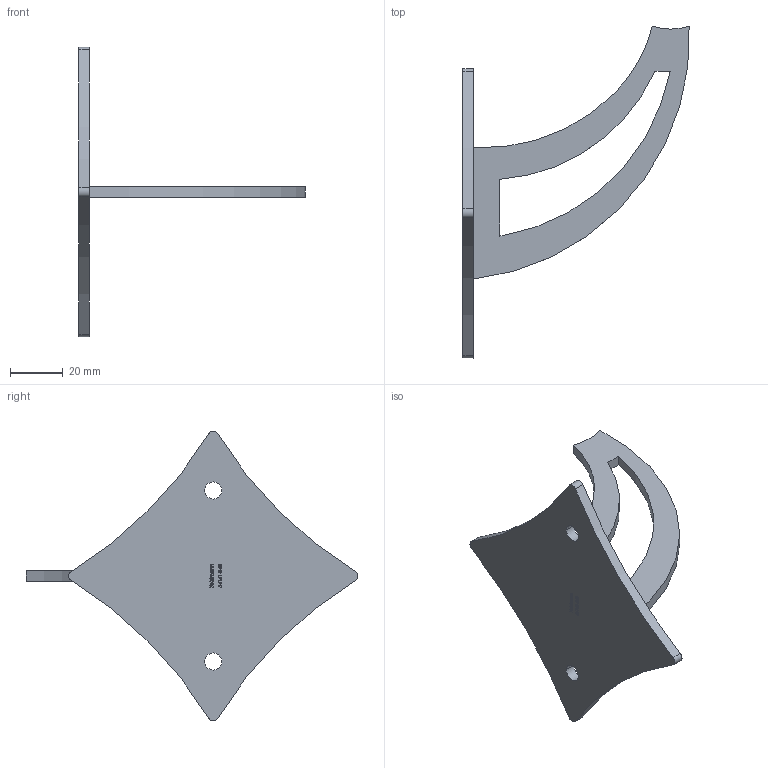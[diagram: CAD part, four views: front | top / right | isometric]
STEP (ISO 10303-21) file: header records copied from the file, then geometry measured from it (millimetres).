
FILE_DESCRIPTION (( 'STEP AP203' ), '1' );
FILE_NAME ('54161-240.step', '2020-09-18T10:57:21', ( '' ), ( '' ), 'SwSTEP 2.0', 'SolidWorks 2018', '' );
FILE_SCHEMA (( 'CONFIG_CONTROL_DESIGN' ));
Length unit declared in the file: millimetre
Products named in the file (2): 54161-240
Bounding box: 86 x 126.19 x 110 mm (x, y, z)
Volume: 31256.4 mm3; surface area: 18626.6 mm2
Topology: 1 solids, 1 shells, 240 faces, 639 edges, 426 vertices
Faces by surface type: plane 141, bspline 80, cylinder 19
Entity records: 11868 total; most frequent: CARTESIAN_POINT 6227, ORIENTED_EDGE 1278, DIRECTION 841, EDGE_CURVE 639, VECTOR 441, LINE 441, VERTEX_POINT 426, EDGE_LOOP 271
